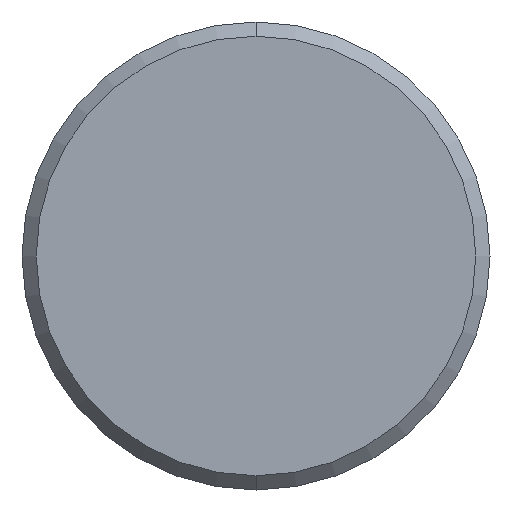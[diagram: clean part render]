
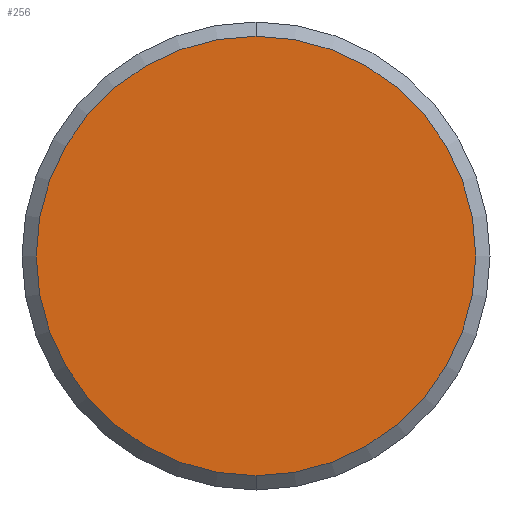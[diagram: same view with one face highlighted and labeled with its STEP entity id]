
A CAD part, front view. The second image highlights one B-rep face of the part: STEP entity #256.
In plain terms, the highlighted planar face has unit normal (0, -1, 0).
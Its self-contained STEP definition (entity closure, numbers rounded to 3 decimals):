
#32=CARTESIAN_POINT('',(-0.,3.175,-11.738));
#33=VERTEX_POINT('',#32);
#34=CARTESIAN_POINT('',(0.,3.175,11.738));
#35=VERTEX_POINT('',#34);
#36=CARTESIAN_POINT('',(0.,3.175,0.));
#37=DIRECTION('',(0.,-1.,0.));
#38=DIRECTION('',(0.,0.,-1.));
#39=AXIS2_PLACEMENT_3D('',#36,#37,#38);
#40=CIRCLE('',#39,11.738);
#41=EDGE_CURVE('',#33,#35,#40,.T.);
#241=CARTESIAN_POINT('',(-11.738,3.175,0.));
#242=DIRECTION('',(0.,1.,0.));
#243=DIRECTION('',(0.,0.,1.));
#244=AXIS2_PLACEMENT_3D('',#241,#242,#243);
#245=PLANE('',#244);
#246=CARTESIAN_POINT('',(0.,3.175,0.));
#247=DIRECTION('',(0.,-1.,0.));
#248=DIRECTION('',(0.,0.,-1.));
#249=AXIS2_PLACEMENT_3D('',#246,#247,#248);
#250=CIRCLE('',#249,11.738);
#251=EDGE_CURVE('',#35,#33,#250,.T.);
#252=ORIENTED_EDGE('',*,*,#251,.T.);
#253=ORIENTED_EDGE('',*,*,#41,.T.);
#254=EDGE_LOOP('',(#252,#253));
#255=FACE_BOUND('',#254,.T.);
#256=ADVANCED_FACE('NONE',(#255),#245,.F.);
